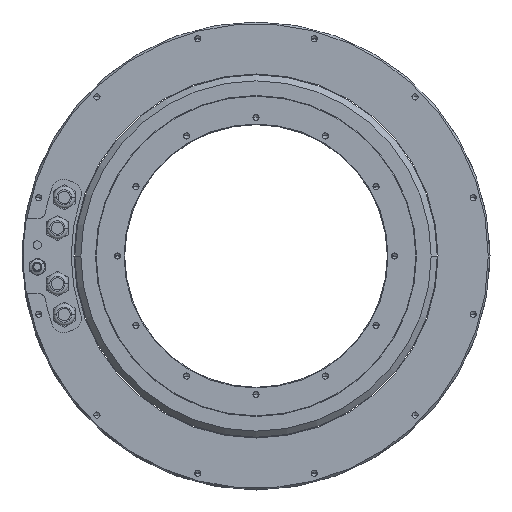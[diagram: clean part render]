
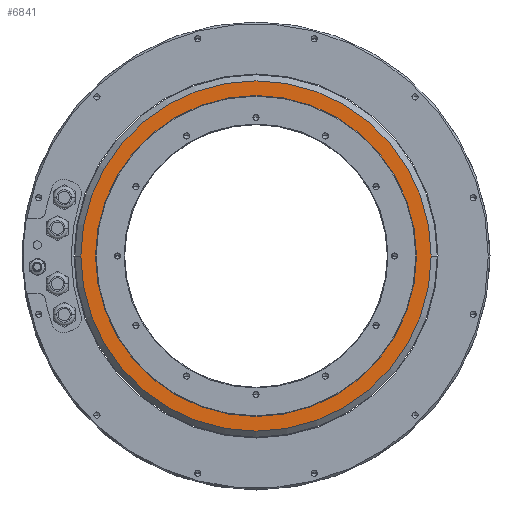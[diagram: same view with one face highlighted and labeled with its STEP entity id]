
A CAD part, left-side view. The second image highlights one B-rep face of the part: STEP entity #6841.
In plain terms, the highlighted planar face has unit normal (-1, 0, 0).
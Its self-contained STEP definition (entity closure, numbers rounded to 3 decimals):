
#5376=CARTESIAN_POINT('',(-43.,0.,0.));
#5377=DIRECTION('',(1.,0.,0.));
#5378=DIRECTION('',(0.,1.,0.));
#5379=AXIS2_PLACEMENT_3D('',#5376,#5377,#5378);
#5385=CARTESIAN_POINT('',(-43.,0.,0.));
#5386=DIRECTION('',(-1.,0.,0.));
#5387=DIRECTION('',(0.,1.,0.));
#5388=AXIS2_PLACEMENT_3D('',#5385,#5386,#5387);
#5390=CARTESIAN_POINT('',(-43.,0.,0.));
#5391=DIRECTION('',(-1.,0.,0.));
#5392=DIRECTION('',(0.,1.,0.));
#5393=AXIS2_PLACEMENT_3D('',#5390,#5391,#5392);
#5395=CARTESIAN_POINT('',(-43.,0.,0.));
#5396=DIRECTION('',(1.,0.,0.));
#5397=DIRECTION('',(0.,1.,0.));
#5398=AXIS2_PLACEMENT_3D('',#5395,#5396,#5397);
#6370=CARTESIAN_POINT('',(-43.,144.1,0.));
#6371=VERTEX_POINT('',#6370);
#6372=CARTESIAN_POINT('',(-43.,132.,0.));
#6374=VERTEX_POINT('',#6372);
#6404=CARTESIAN_POINT('',(-43.,-144.1,0.));
#6405=VERTEX_POINT('',#6404);
#6406=CARTESIAN_POINT('',(-43.,-132.,0.));
#6408=VERTEX_POINT('',#6406);
#6826=CARTESIAN_POINT('',(-43.,0.,0.));
#6827=DIRECTION('',(-1.,0.,0.));
#6828=DIRECTION('',(0.,1.,0.));
#6829=AXIS2_PLACEMENT_3D('',#6826,#6827,#6828);
#6830=PLANE('',#6829);
#6832=ORIENTED_EDGE('',*,*,#6831,.F.);
#6834=ORIENTED_EDGE('',*,*,#6833,.T.);
#6835=EDGE_LOOP('',(#6832,#6834));
#6836=FACE_OUTER_BOUND('',#6835,.F.);
#6837=ORIENTED_EDGE('',*,*,#6805,.F.);
#6838=ORIENTED_EDGE('',*,*,#6821,.T.);
#6839=EDGE_LOOP('',(#6837,#6838));
#6840=FACE_BOUND('',#6839,.F.);
#6841=ADVANCED_FACE('',(#6836,#6840),#6830,.T.);
#5380=CIRCLE('',#5379,132.);
#5389=CIRCLE('',#5388,132.);
#5394=CIRCLE('',#5393,144.1);
#5399=CIRCLE('',#5398,144.1);
#6805=EDGE_CURVE('',#6374,#6408,#5380,.T.);
#6821=EDGE_CURVE('',#6374,#6408,#5389,.T.);
#6831=EDGE_CURVE('',#6371,#6405,#5394,.T.);
#6833=EDGE_CURVE('',#6371,#6405,#5399,.T.);
